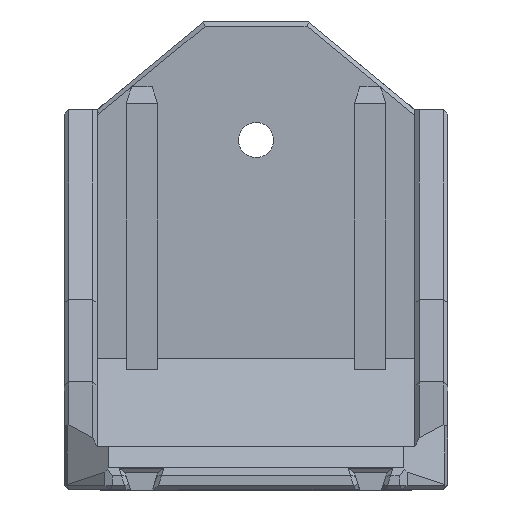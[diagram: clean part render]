
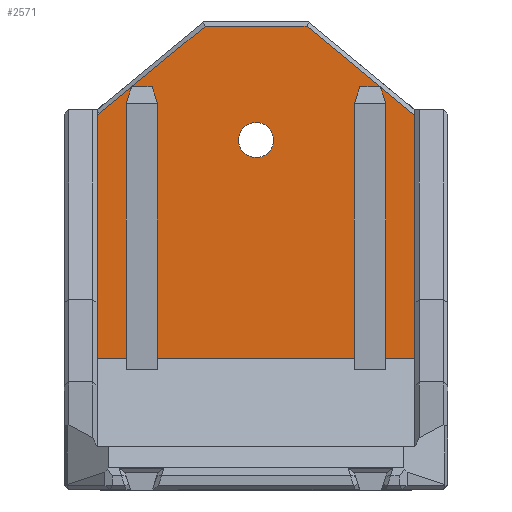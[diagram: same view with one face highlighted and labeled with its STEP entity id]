
A CAD part, front view. The second image highlights one B-rep face of the part: STEP entity #2571.
In plain terms, the highlighted planar face has unit normal (0, -1, 0).
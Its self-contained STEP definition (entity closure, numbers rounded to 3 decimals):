
#25=FACE_BOUND('',#351,.T.);
#50=CIRCLE('',#2639,1.6);
#199=FACE_OUTER_BOUND('',#350,.T.);
#350=EDGE_LOOP('',(#2290,#2291,#2292,#2293,#2294,#2295,#2296));
#351=EDGE_LOOP('',(#2297));
#539=LINE('',#3824,#872);
#541=LINE('',#3829,#874);
#547=LINE('',#3840,#880);
#548=LINE('',#3842,#881);
#680=LINE('',#4107,#1013);
#682=LINE('',#4111,#1015);
#684=LINE('',#4115,#1017);
#872=VECTOR('',#3103,10.);
#874=VECTOR('',#3107,10.);
#880=VECTOR('',#3115,10.);
#881=VECTOR('',#3118,10.);
#1013=VECTOR('',#3382,10.);
#1015=VECTOR('',#3386,10.);
#1017=VECTOR('',#3392,10.);
#1124=VERTEX_POINT('',#3703);
#1160=VERTEX_POINT('',#3821);
#1161=VERTEX_POINT('',#3823);
#1162=VERTEX_POINT('',#3827);
#1163=VERTEX_POINT('',#3828);
#1167=VERTEX_POINT('',#3838);
#1234=VERTEX_POINT('',#4106);
#1235=VERTEX_POINT('',#4110);
#1385=EDGE_CURVE('',#1124,#1124,#50,.T.);
#1444=EDGE_CURVE('',#1160,#1161,#539,.T.);
#1446=EDGE_CURVE('',#1162,#1163,#541,.T.);
#1452=EDGE_CURVE('',#1167,#1162,#547,.T.);
#1453=EDGE_CURVE('',#1161,#1167,#548,.T.);
#1585=EDGE_CURVE('',#1234,#1163,#680,.T.);
#1587=EDGE_CURVE('',#1234,#1235,#682,.T.);
#1589=EDGE_CURVE('',#1235,#1160,#684,.T.);
#2290=ORIENTED_EDGE('',*,*,#1444,.F.);
#2291=ORIENTED_EDGE('',*,*,#1589,.F.);
#2292=ORIENTED_EDGE('',*,*,#1587,.F.);
#2293=ORIENTED_EDGE('',*,*,#1585,.T.);
#2294=ORIENTED_EDGE('',*,*,#1446,.F.);
#2295=ORIENTED_EDGE('',*,*,#1452,.F.);
#2296=ORIENTED_EDGE('',*,*,#1453,.F.);
#2297=ORIENTED_EDGE('',*,*,#1385,.T.);
#2428=PLANE('',#2735);
#2571=ADVANCED_FACE('',(#199,#25),#2428,.T.);
#2639=AXIS2_PLACEMENT_3D('',#3705,#2997,#2998);
#2735=AXIS2_PLACEMENT_3D('',#4116,#3393,#3394);
#2997=DIRECTION('center_axis',(0.,1.,0.));
#2998=DIRECTION('ref_axis',(-1.,0.,0.));
#3103=DIRECTION('',(1.,0.,0.));
#3107=DIRECTION('',(0.772,0.,-0.636));
#3115=DIRECTION('',(1.,0.,0.));
#3118=DIRECTION('',(0.772,0.,0.636));
#3382=DIRECTION('',(0.,0.,1.));
#3386=DIRECTION('',(-1.,0.,0.));
#3392=DIRECTION('',(0.,0.,1.));
#3393=DIRECTION('center_axis',(0.,-1.,0.));
#3394=DIRECTION('ref_axis',(1.,0.,0.));
#3703=CARTESIAN_POINT('',(180.23,364.029,29.428));
#3705=CARTESIAN_POINT('Origin',(178.63,364.029,29.428));
#3821=CARTESIAN_POINT('',(164.128,364.029,31.8));
#3823=CARTESIAN_POINT('',(164.278,364.029,31.8));
#3824=CARTESIAN_POINT('',(171.378,364.029,31.8));
#3827=CARTESIAN_POINT('',(183.283,364.029,39.8));
#3828=CARTESIAN_POINT('',(193.128,364.029,31.682));
#3829=CARTESIAN_POINT('',(190.334,364.029,33.986));
#3838=CARTESIAN_POINT('',(173.979,364.029,39.8));
#3840=CARTESIAN_POINT('',(171.379,364.029,39.8));
#3842=CARTESIAN_POINT('',(158.295,364.029,26.867));
#4106=CARTESIAN_POINT('',(193.128,364.029,9.5));
#4107=CARTESIAN_POINT('',(193.128,364.029,-2.5));
#4110=CARTESIAN_POINT('',(164.128,364.029,9.5));
#4111=CARTESIAN_POINT('',(171.378,364.029,9.5));
#4115=CARTESIAN_POINT('',(164.128,364.029,-2.5));
#4116=CARTESIAN_POINT('Origin',(164.128,364.029,-2.5));
